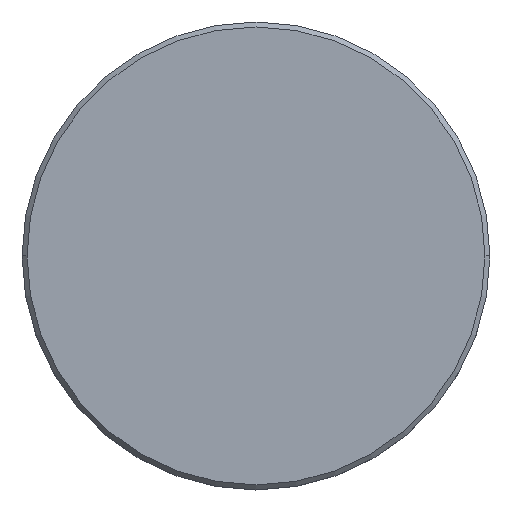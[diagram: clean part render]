
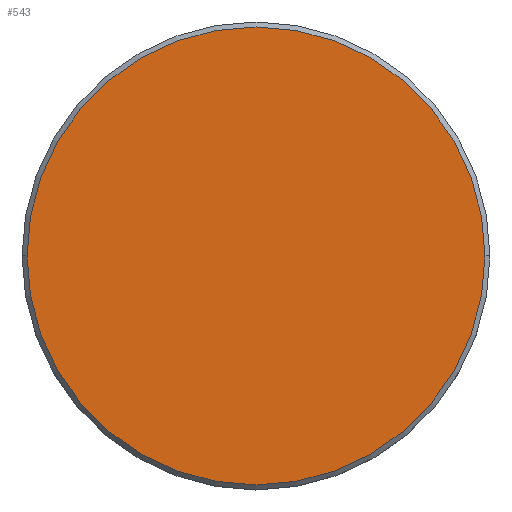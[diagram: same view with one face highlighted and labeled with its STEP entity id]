
A CAD part, top view. The second image highlights one B-rep face of the part: STEP entity #543.
In plain terms, the highlighted planar face has unit normal (0, 0, 1).
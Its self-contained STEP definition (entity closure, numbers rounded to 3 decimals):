
#13 = CARTESIAN_POINT ( 'NONE',  ( 0., 0., 0. ) ) ;
#25 = EDGE_CURVE ( 'NONE', #441, #632, #144, .T. ) ;
#33 = CARTESIAN_POINT ( 'NONE',  ( -23., 0., 0. ) ) ;
#41 = ORIENTED_EDGE ( 'NONE', *, *, #382, .T. ) ;
#90 = CARTESIAN_POINT ( 'NONE',  ( 0., 0., 0. ) ) ;
#140 = ORIENTED_EDGE ( 'NONE', *, *, #25, .T. ) ;
#144 = CIRCLE ( 'NONE', #806, 23. ) ;
#286 = DIRECTION ( 'NONE',  ( 0., 0., 1. ) ) ;
#317 = AXIS2_PLACEMENT_3D ( 'NONE', #13, #286, #555 ) ;
#373 = AXIS2_PLACEMENT_3D ( 'NONE', #987, #1057, #524 ) ;
#378 = FACE_OUTER_BOUND ( 'NONE', #906, .T. ) ;
#382 = EDGE_CURVE ( 'NONE', #632, #441, #1020, .T. ) ;
#441 = VERTEX_POINT ( 'NONE', #1071 ) ;
#524 = DIRECTION ( 'NONE',  ( 1., 0., 0. ) ) ;
#543 = ADVANCED_FACE ( 'NONE', ( #378 ), #1107, .T. ) ;
#555 = DIRECTION ( 'NONE',  ( 1., 0., 0. ) ) ;
#632 = VERTEX_POINT ( 'NONE', #33 ) ;
#806 = AXIS2_PLACEMENT_3D ( 'NONE', #90, #1154, #1066 ) ;
#906 = EDGE_LOOP ( 'NONE', ( #41, #140 ) ) ;
#987 = CARTESIAN_POINT ( 'NONE',  ( 0., 0., 0. ) ) ;
#1020 = CIRCLE ( 'NONE', #373, 23. ) ;
#1057 = DIRECTION ( 'NONE',  ( 0., 0., 1. ) ) ;
#1066 = DIRECTION ( 'NONE',  ( 1., 0., 0. ) ) ;
#1071 = CARTESIAN_POINT ( 'NONE',  ( 23., 0., 0. ) ) ;
#1107 = PLANE ( 'NONE',  #317 ) ;
#1154 = DIRECTION ( 'NONE',  ( 0., 0., 1. ) ) ;
